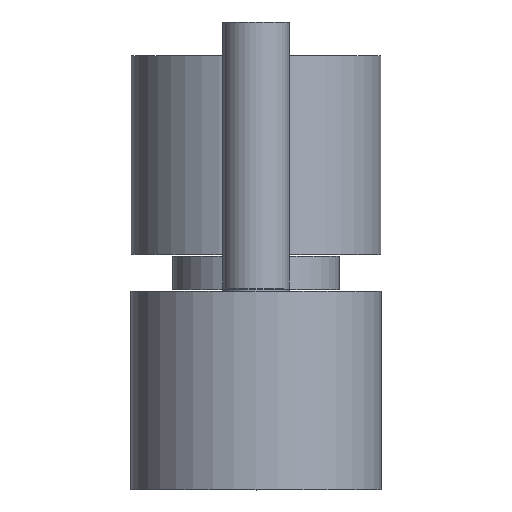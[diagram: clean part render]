
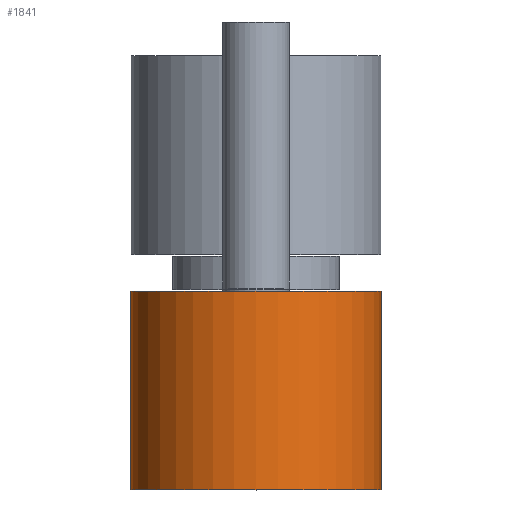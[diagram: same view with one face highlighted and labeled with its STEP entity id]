
A CAD part, top view. The second image highlights one B-rep face of the part: STEP entity #1841.
In plain terms, the highlighted cylindrical face has radius 7.5 mm (diameter 15 mm), a full revolution.
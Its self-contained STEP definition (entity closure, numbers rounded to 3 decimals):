
#1802=CARTESIAN_POINT('',(0.,11.9,-7.5));
#1803=VERTEX_POINT('',#1802);
#1804=CARTESIAN_POINT('',(0.,11.9,0.));
#1805=DIRECTION('',(-0.,1.,-0.));
#1806=DIRECTION('',(0.,0.,-1.));
#1807=AXIS2_PLACEMENT_3D('',#1804,#1805,#1806);
#1808=CIRCLE('',#1807,7.5);
#1809=EDGE_CURVE('',#1803,#1803,#1808,.T.);
#1817=CARTESIAN_POINT('',(0.,11.9,0.));
#1818=DIRECTION('',(0.,-1.,0.));
#1819=DIRECTION('',(0.,0.,-1.));
#1820=AXIS2_PLACEMENT_3D('',#1817,#1818,#1819);
#1821=CYLINDRICAL_SURFACE('',#1820,7.5);
#1822=CARTESIAN_POINT('',(0.,-0.,-7.5));
#1823=VERTEX_POINT('',#1822);
#1824=CARTESIAN_POINT('',(0.,-0.,-7.5));
#1825=DIRECTION('',(-0.,1.,-0.));
#1826=VECTOR('',#1825,11.9);
#1827=LINE('',#1824,#1826);
#1828=EDGE_CURVE('',#1823,#1803,#1827,.T.);
#1829=ORIENTED_EDGE('',*,*,#1828,.T.);
#1830=ORIENTED_EDGE('',*,*,#1809,.F.);
#1831=ORIENTED_EDGE('',*,*,#1828,.F.);
#1832=CARTESIAN_POINT('',(0.,0.,0.));
#1833=DIRECTION('',(-0.,1.,-0.));
#1834=DIRECTION('',(0.,0.,-1.));
#1835=AXIS2_PLACEMENT_3D('',#1832,#1833,#1834);
#1836=CIRCLE('',#1835,7.5);
#1837=EDGE_CURVE('',#1823,#1823,#1836,.T.);
#1838=ORIENTED_EDGE('',*,*,#1837,.T.);
#1839=EDGE_LOOP('',(#1829,#1830,#1831,#1838));
#1840=FACE_BOUND('',#1839,.T.);
#1841=ADVANCED_FACE('',(#1840),#1821,.T.);
